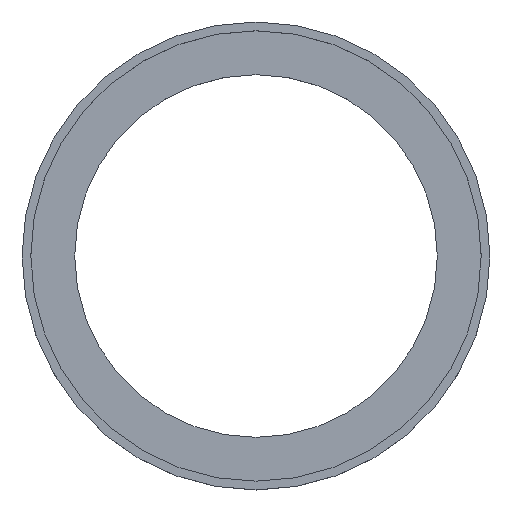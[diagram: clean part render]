
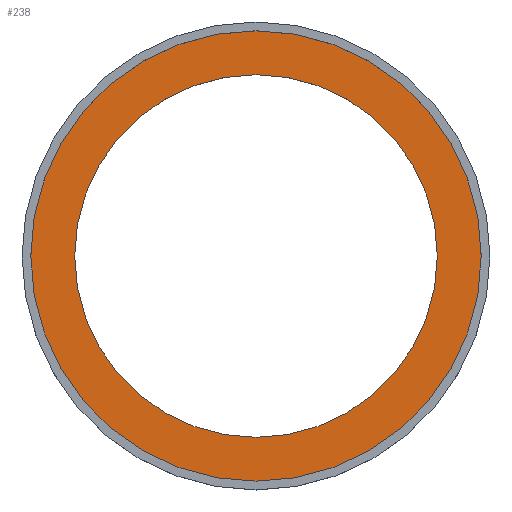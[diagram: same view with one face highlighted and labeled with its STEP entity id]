
A CAD part, top view. The second image highlights one B-rep face of the part: STEP entity #238.
In plain terms, the highlighted planar face has unit normal (0, 0, 1).
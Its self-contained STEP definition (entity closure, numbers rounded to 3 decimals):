
#43 = CYLINDRICAL_SURFACE('',#44,38.5);
#44 = AXIS2_PLACEMENT_3D('',#45,#46,#47);
#45 = CARTESIAN_POINT('',(0.,0.,1.5));
#46 = DIRECTION('',(0.,0.,1.));
#47 = DIRECTION('',(0.,1.,0.));
#172 = CYLINDRICAL_SURFACE('',#173,31.);
#173 = AXIS2_PLACEMENT_3D('',#174,#175,#176);
#174 = CARTESIAN_POINT('',(0.,0.,
    0.));
#175 = DIRECTION('',(0.,0.,1.));
#176 = DIRECTION('',(0.,1.,0.));
#189 = VERTEX_POINT('',#190);
#190 = CARTESIAN_POINT('',(0.,31.,1.5));
#211 = EDGE_CURVE('',#189,#189,#212,.T.);
#212 = SURFACE_CURVE('',#213,(#218,#225),.PCURVE_S1.);
#213 = CIRCLE('',#214,31.);
#214 = AXIS2_PLACEMENT_3D('',#215,#216,#217);
#215 = CARTESIAN_POINT('',(0.,0.,1.5));
#216 = DIRECTION('',(0.,0.,-1.));
#217 = DIRECTION('',(0.,1.,0.));
#218 = PCURVE('',#172,#219);
#219 = DEFINITIONAL_REPRESENTATION('',(#220),#224);
#220 = LINE('',#221,#222);
#221 = CARTESIAN_POINT('',(-0.,1.5));
#222 = VECTOR('',#223,1.);
#223 = DIRECTION('',(-1.,0.));
#224 = ( GEOMETRIC_REPRESENTATION_CONTEXT(2) 
PARAMETRIC_REPRESENTATION_CONTEXT() REPRESENTATION_CONTEXT('2D SPACE',''
  ) );
#225 = PCURVE('',#226,#231);
#226 = PLANE('',#227);
#227 = AXIS2_PLACEMENT_3D('',#228,#229,#230);
#228 = CARTESIAN_POINT('',(0.,0.,1.5));
#229 = DIRECTION('',(0.,0.,-1.));
#230 = DIRECTION('',(0.,1.,0.));
#231 = DEFINITIONAL_REPRESENTATION('',(#232),#236);
#232 = CIRCLE('',#233,31.);
#233 = AXIS2_PLACEMENT_2D('',#234,#235);
#234 = CARTESIAN_POINT('',(0.,0.));
#235 = DIRECTION('',(1.,0.));
#236 = ( GEOMETRIC_REPRESENTATION_CONTEXT(2) 
PARAMETRIC_REPRESENTATION_CONTEXT() REPRESENTATION_CONTEXT('2D SPACE',''
  ) );
#238 = ADVANCED_FACE('',(#239,#242),#226,.F.);
#239 = FACE_BOUND('',#240,.T.);
#240 = EDGE_LOOP('',(#241));
#241 = ORIENTED_EDGE('',*,*,#211,.T.);
#242 = FACE_BOUND('',#243,.T.);
#243 = EDGE_LOOP('',(#244));
#244 = ORIENTED_EDGE('',*,*,#245,.F.);
#245 = EDGE_CURVE('',#246,#246,#248,.T.);
#246 = VERTEX_POINT('',#247);
#247 = CARTESIAN_POINT('',(0.,38.5,1.5));
#248 = SURFACE_CURVE('',#249,(#254,#261),.PCURVE_S1.);
#249 = CIRCLE('',#250,38.5);
#250 = AXIS2_PLACEMENT_3D('',#251,#252,#253);
#251 = CARTESIAN_POINT('',(0.,0.,1.5));
#252 = DIRECTION('',(0.,0.,-1.));
#253 = DIRECTION('',(0.,1.,0.));
#254 = PCURVE('',#226,#255);
#255 = DEFINITIONAL_REPRESENTATION('',(#256),#260);
#256 = CIRCLE('',#257,38.5);
#257 = AXIS2_PLACEMENT_2D('',#258,#259);
#258 = CARTESIAN_POINT('',(0.,0.));
#259 = DIRECTION('',(1.,0.));
#260 = ( GEOMETRIC_REPRESENTATION_CONTEXT(2) 
PARAMETRIC_REPRESENTATION_CONTEXT() REPRESENTATION_CONTEXT('2D SPACE',''
  ) );
#261 = PCURVE('',#43,#262);
#262 = DEFINITIONAL_REPRESENTATION('',(#263),#267);
#263 = LINE('',#264,#265);
#264 = CARTESIAN_POINT('',(-0.,0.));
#265 = VECTOR('',#266,1.);
#266 = DIRECTION('',(-1.,0.));
#267 = ( GEOMETRIC_REPRESENTATION_CONTEXT(2) 
PARAMETRIC_REPRESENTATION_CONTEXT() REPRESENTATION_CONTEXT('2D SPACE',''
  ) );
